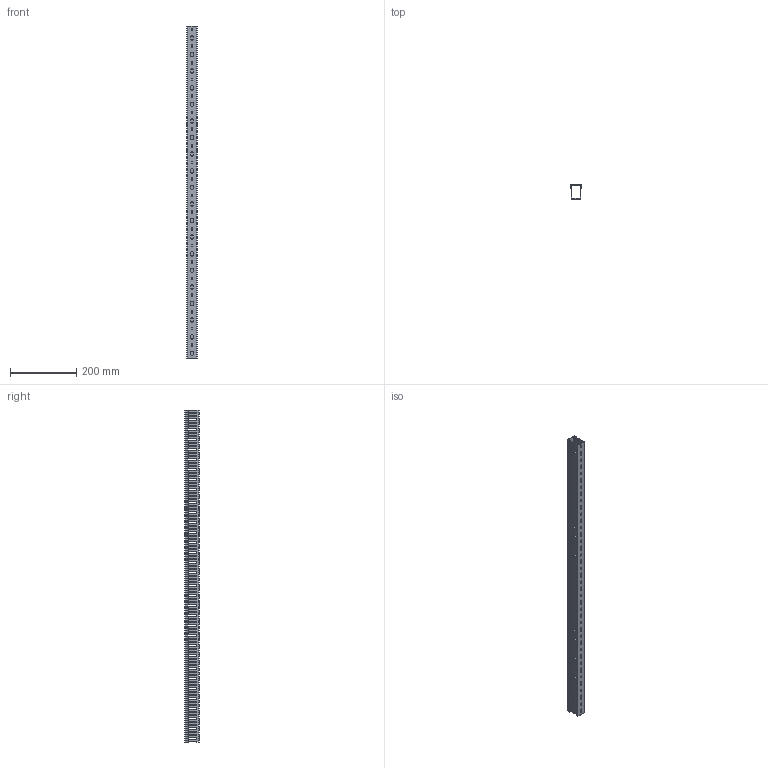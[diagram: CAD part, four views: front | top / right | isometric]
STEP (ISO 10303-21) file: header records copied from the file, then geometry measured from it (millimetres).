
FILE_DESCRIPTION(('HOOPS Exchange Step'),'2;1');
FILE_NAME('export-DFB5BBC7-979E-4E58-957E-AF6580AD7C70.stp','2022-08-12T16:00:18+02:00',('User'),('Alibre'),'HOOPS Exchange 2021.0','Alibre','Unknown authorisation');
FILE_SCHEMA( ('AP242_MANAGED_MODEL_BASED_3D_ENGINEERING_MIM_LF {1 0 10303 442 1 1 4 }') );
Length unit declared in the file: millimetre
Products named in the file (3): 1982-2 Duct cover; 1982-1 Wiring duct; 1982 Wiring Duct 43x31 (43mm high, 31mm wide)
Assembly tree (2 placements, depth 2):
  1982 Wiring Duct 43x31 (43mm high, 31mm wide)
    1982-2 Duct cover
    1982-1 Wiring duct
Bounding box: 31 x 43 x 1000 mm (x, y, z)
Volume: 169458.4 mm3; surface area: 297371.8 mm2
Topology: 2 solids, 2 shells, 6506 faces, 19506 edges, 13004 vertices
Faces by surface type: cylinder 3604, plane 2902
Entity records: 226085 total; most frequent: CARTESIAN_POINT 44624, ORIENTED_EDGE 39012, DIRECTION 38942, EDGE_CURVE 19506, AXIS2_PLACEMENT_3D 13722, VERTEX_POINT 13004, VECTOR 11498, LINE 11498
